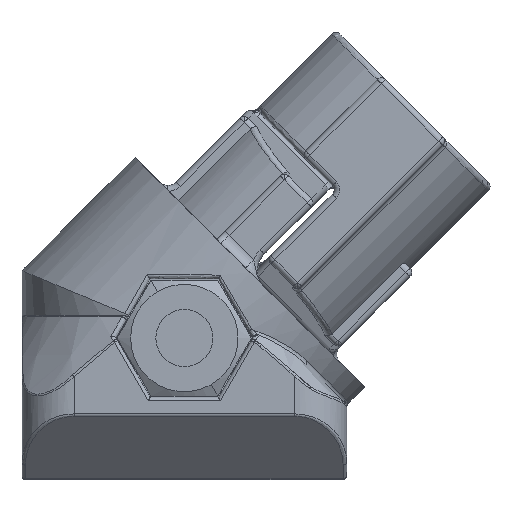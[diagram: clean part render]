
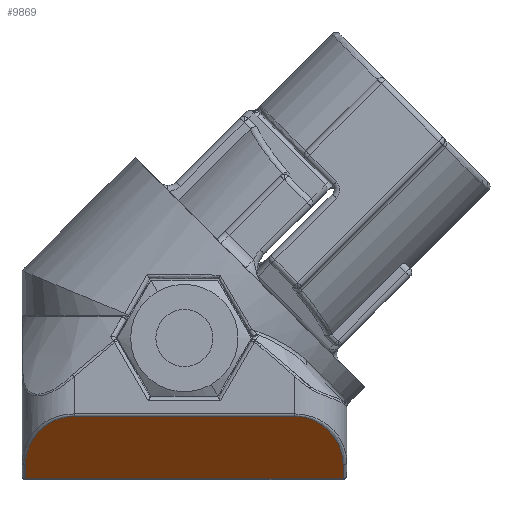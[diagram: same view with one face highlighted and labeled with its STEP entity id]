
A CAD part, left-side view. The second image highlights one B-rep face of the part: STEP entity #9869.
In plain terms, the highlighted planar face has unit normal (-0.707, 0, -0.707).
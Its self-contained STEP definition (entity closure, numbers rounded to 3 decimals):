
#865 = LINE ( 'NONE', #2994, #868 ) ;
#867 = VECTOR ( 'NONE', #3157, 1000. ) ;
#868 = VECTOR ( 'NONE', #3001, 1000. ) ;
#870 = LINE ( 'NONE', #3162, #872 ) ;
#871 = LINE ( 'NONE', #3154, #867 ) ;
#872 = VECTOR ( 'NONE', #2988, 1000. ) ;
#1054 = LINE ( 'NONE', #2726, #1057 ) ;
#1057 = VECTOR ( 'NONE', #2677, 1000. ) ;
#1994 = AXIS2_PLACEMENT_3D ( 'NONE', #4597, #4602, #4603 ) ;
#2677 = DIRECTION ( 'NONE',  ( 0.707, 0., -0.707 ) ) ;
#2726 = CARTESIAN_POINT ( 'NONE',  ( -10.517, 16.033, -16.745 ) ) ;
#2988 = DIRECTION ( 'NONE',  ( 0., 1., 0. ) ) ;
#2989 = CARTESIAN_POINT ( 'NONE',  ( -15.969, -9.601, -11.293 ) ) ;
#2990 = CARTESIAN_POINT ( 'NONE',  ( -14.229, -11.341, -13.032 ) ) ;
#2994 = CARTESIAN_POINT ( 'NONE',  ( -10.517, -11.341, -16.745 ) ) ;
#3001 = DIRECTION ( 'NONE',  ( -0.707, 0., 0.707 ) ) ;
#3037 = CARTESIAN_POINT ( 'NONE',  ( -11.769, -11.341, -15.493 ) ) ;
#3038 = CARTESIAN_POINT ( 'NONE',  ( -15.969, -7.141, -11.293 ) ) ;
#3039 = CARTESIAN_POINT ( 'NONE',  ( -14.229, 16.033, -13.032 ) ) ;
#3040 = CARTESIAN_POINT ( 'NONE',  ( -15.969, 14.294, -11.293 ) ) ;
#3154 = CARTESIAN_POINT ( 'NONE',  ( -10.605, 52.346, -16.657 ) ) ;
#3156 = CARTESIAN_POINT ( 'NONE',  ( -11.769, 16.033, -15.493 ) ) ;
#3157 = DIRECTION ( 'NONE',  ( 0., -1., 0. ) ) ;
#3162 = CARTESIAN_POINT ( 'NONE',  ( -15.969, 52.346, -11.293 ) ) ;
#3165 = CARTESIAN_POINT ( 'NONE',  ( -15.969, 11.833, -11.293 ) ) ;
#3393 = ORIENTED_EDGE ( 'NONE', *, *, #5742, .T. ) ;
#3394 = ORIENTED_EDGE ( 'NONE', *, *, #5740, .T. ) ;
#3395 = ORIENTED_EDGE ( 'NONE', *, *, #5738, .T. ) ;
#3396 = ORIENTED_EDGE ( 'NONE', *, *, #5744, .T. ) ;
#3397 = ORIENTED_EDGE ( 'NONE', *, *, #5893, .T. ) ;
#3398 = ORIENTED_EDGE ( 'NONE', *, *, #5743, .T. ) ;
#4597 = CARTESIAN_POINT ( 'NONE',  ( -10.517, 52.346, -16.745 ) ) ;
#4599 = PLANE ( 'NONE',  #1994 ) ;
#4602 = DIRECTION ( 'NONE',  ( -0.707, 0., -0.707 ) ) ;
#4603 = DIRECTION ( 'NONE',  ( -0.707, 0., 0.707 ) ) ;
#5738 = EDGE_CURVE ( 'NONE', #6074, #6073, #865, .T. ) ;
#5740 = EDGE_CURVE ( 'NONE', #6073, #6164, #16423, .T. ) ;
#5742 = EDGE_CURVE ( 'NONE', #6164, #6077, #870, .T. ) ;
#5743 = EDGE_CURVE ( 'NONE', #6077, #15785, #16424, .T. ) ;
#5744 = EDGE_CURVE ( 'NONE', #15776, #6074, #871, .T. ) ;
#5893 = EDGE_CURVE ( 'NONE', #15785, #15776, #1054, .T. ) ;
#6073 = VERTEX_POINT ( 'NONE', #13573 ) ;
#6074 = VERTEX_POINT ( 'NONE', #13570 ) ;
#6077 = VERTEX_POINT ( 'NONE', #13562 ) ;
#6164 = VERTEX_POINT ( 'NONE', #13614 ) ;
#7602 = CARTESIAN_POINT ( 'NONE',  ( -10.605, 16.033, -16.657 ) ) ;
#7611 = CARTESIAN_POINT ( 'NONE',  ( -11.769, 16.033, -15.493 ) ) ;
#9869 = ADVANCED_FACE ( 'NONE', ( #12050 ), #4599, .T. ) ;
#11581 = EDGE_LOOP ( 'NONE', ( #3398, #3397, #3396, #3395, #3394, #3393 ) ) ;
#12050 = FACE_OUTER_BOUND ( 'NONE', #11581, .T. ) ;
#13562 = CARTESIAN_POINT ( 'NONE',  ( -15.969, 11.833, -11.293 ) ) ;
#13570 = CARTESIAN_POINT ( 'NONE',  ( -10.605, -11.341, -16.657 ) ) ;
#13573 = CARTESIAN_POINT ( 'NONE',  ( -11.769, -11.341, -15.493 ) ) ;
#13614 = CARTESIAN_POINT ( 'NONE',  ( -15.969, -7.141, -11.293 ) ) ;
#15776 = VERTEX_POINT ( 'NONE', #7602 ) ;
#15785 = VERTEX_POINT ( 'NONE', #7611 ) ;
#16423 =( BOUNDED_CURVE ( )  B_SPLINE_CURVE ( 3, ( #3037, #2990, #2989, #3038 ),
 .UNSPECIFIED., .F., .F. ) 
 B_SPLINE_CURVE_WITH_KNOTS ( ( 4, 4 ),
 ( 4.712, 6.283 ),
 .UNSPECIFIED. ) 
 CURVE ( )  GEOMETRIC_REPRESENTATION_ITEM ( )  RATIONAL_B_SPLINE_CURVE ( ( 1., 0.805, 0.805, 1. ) ) 
 REPRESENTATION_ITEM ( '' )  );
#16424 =( BOUNDED_CURVE ( )  B_SPLINE_CURVE ( 3, ( #3165, #3040, #3039, #3156 ),
 .UNSPECIFIED., .F., .F. ) 
 B_SPLINE_CURVE_WITH_KNOTS ( ( 4, 4 ),
 ( 0., 1.571 ),
 .UNSPECIFIED. ) 
 CURVE ( )  GEOMETRIC_REPRESENTATION_ITEM ( )  RATIONAL_B_SPLINE_CURVE ( ( 1., 0.805, 0.805, 1. ) ) 
 REPRESENTATION_ITEM ( '' )  );
